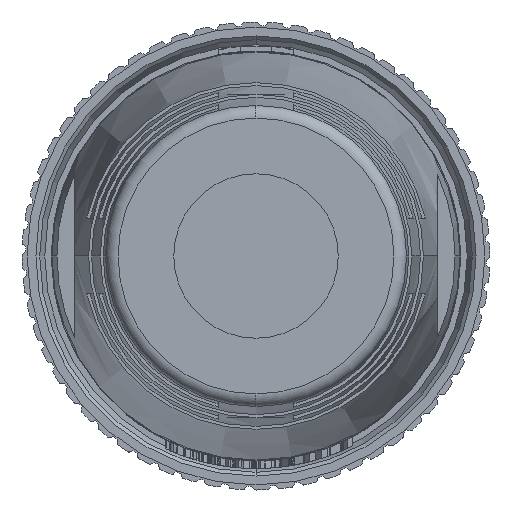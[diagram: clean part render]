
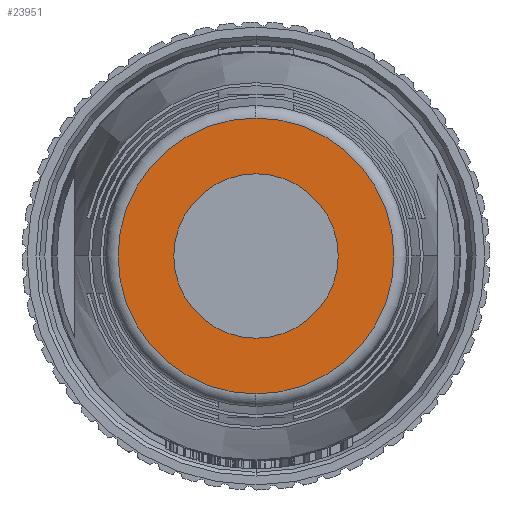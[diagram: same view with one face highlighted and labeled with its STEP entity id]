
A CAD part, front view. The second image highlights one B-rep face of the part: STEP entity #23951.
In plain terms, the highlighted planar face has unit normal (0, -1, 0).
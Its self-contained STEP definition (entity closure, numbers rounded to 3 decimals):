
#421 = ORIENTED_EDGE ( 'NONE', *, *, #7551, .F. ) ;
#815 = DIRECTION ( 'NONE',  ( 0., 0., 1. ) ) ;
#1667 = CIRCLE ( 'NONE', #32788, 3.25 ) ;
#1891 = FACE_BOUND ( 'NONE', #2810, .T. ) ;
#2687 = ORIENTED_EDGE ( 'NONE', *, *, #24653, .F. ) ;
#2810 = EDGE_LOOP ( 'NONE', ( #8605, #421 ) ) ;
#3462 = CARTESIAN_POINT ( 'NONE',  ( -66.803, -45.838, -5.455 ) ) ;
#3591 = CARTESIAN_POINT ( 'NONE',  ( -63.553, -45.838, 0. ) ) ;
#3773 = EDGE_LOOP ( 'NONE', ( #2687, #24917 ) ) ;
#5927 = AXIS2_PLACEMENT_3D ( 'NONE', #10722, #35158, #14231 ) ;
#7551 = EDGE_CURVE ( 'NONE', #42449, #38014, #1667, .T. ) ;
#8449 = DIRECTION ( 'NONE',  ( -1., 0., 0. ) ) ;
#8605 = ORIENTED_EDGE ( 'NONE', *, *, #41254, .F. ) ;
#8611 = EDGE_CURVE ( 'NONE', #23724, #34583, #19067, .T. ) ;
#9053 = AXIS2_PLACEMENT_3D ( 'NONE', #42675, #21749, #815 ) ;
#10722 = CARTESIAN_POINT ( 'NONE',  ( -66.803, -45.838, 0. ) ) ;
#11407 = DIRECTION ( 'NONE',  ( 0., -1., 0. ) ) ;
#11822 = PLANE ( 'NONE',  #36570 ) ;
#13223 = AXIS2_PLACEMENT_3D ( 'NONE', #17832, #42298, #21381 ) ;
#14231 = DIRECTION ( 'NONE',  ( 0., 0., 1. ) ) ;
#17832 = CARTESIAN_POINT ( 'NONE',  ( -66.803, -45.838, 0. ) ) ;
#19067 = CIRCLE ( 'NONE', #5927, 5.455 ) ;
#19992 = CIRCLE ( 'NONE', #9053, 5.455 ) ;
#20204 = CIRCLE ( 'NONE', #13223, 3.25 ) ;
#21381 = DIRECTION ( 'NONE',  ( -1., 0., 0. ) ) ;
#21749 = DIRECTION ( 'NONE',  ( 0., 1., 0. ) ) ;
#22397 = CARTESIAN_POINT ( 'NONE',  ( -66.803, -45.838, 0. ) ) ;
#23724 = VERTEX_POINT ( 'NONE', #3462 ) ;
#23951 = ADVANCED_FACE ( 'NONE', ( #1891, #36877 ), #11822, .F. ) ;
#24653 = EDGE_CURVE ( 'NONE', #34583, #23724, #19992, .T. ) ;
#24917 = ORIENTED_EDGE ( 'NONE', *, *, #8611, .F. ) ;
#28083 = CARTESIAN_POINT ( 'NONE',  ( -66.803, -45.838, 5.455 ) ) ;
#29365 = DIRECTION ( 'NONE',  ( 0., 1., 0. ) ) ;
#32315 = CARTESIAN_POINT ( 'NONE',  ( -66.803, -45.838, 0. ) ) ;
#32788 = AXIS2_PLACEMENT_3D ( 'NONE', #32315, #11407, #35847 ) ;
#33752 = CARTESIAN_POINT ( 'NONE',  ( -70.053, -45.838, 0. ) ) ;
#34583 = VERTEX_POINT ( 'NONE', #28083 ) ;
#35158 = DIRECTION ( 'NONE',  ( 0., 1., 0. ) ) ;
#35847 = DIRECTION ( 'NONE',  ( -1., 0., 0. ) ) ;
#36570 = AXIS2_PLACEMENT_3D ( 'NONE', #22397, #29365, #8449 ) ;
#36877 = FACE_OUTER_BOUND ( 'NONE', #3773, .T. ) ;
#38014 = VERTEX_POINT ( 'NONE', #33752 ) ;
#41254 = EDGE_CURVE ( 'NONE', #38014, #42449, #20204, .T. ) ;
#42298 = DIRECTION ( 'NONE',  ( 0., -1., 0. ) ) ;
#42449 = VERTEX_POINT ( 'NONE', #3591 ) ;
#42675 = CARTESIAN_POINT ( 'NONE',  ( -66.803, -45.838, 0. ) ) ;
